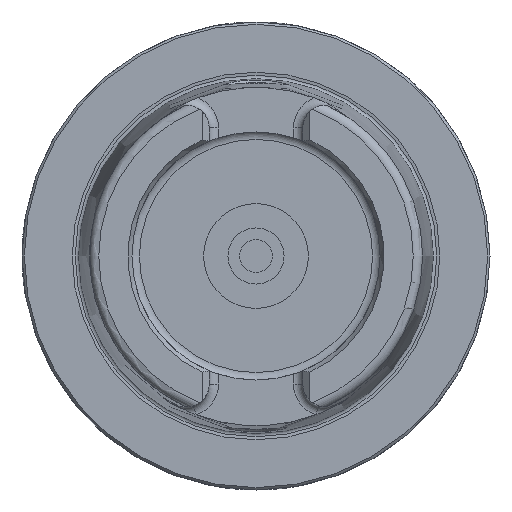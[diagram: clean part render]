
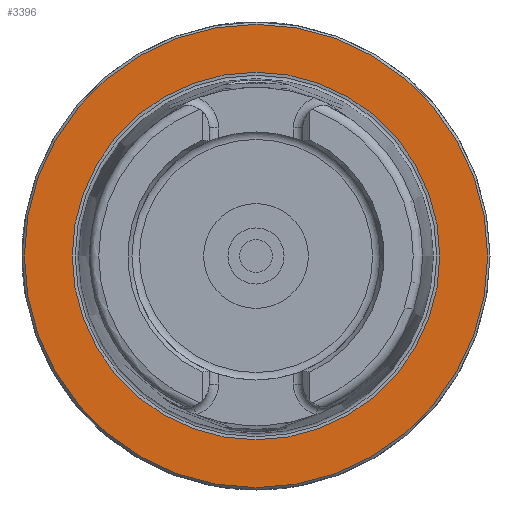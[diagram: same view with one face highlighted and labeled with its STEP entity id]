
A CAD part, left-side view. The second image highlights one B-rep face of the part: STEP entity #3396.
In plain terms, the highlighted planar face has unit normal (-1, 0, 0).
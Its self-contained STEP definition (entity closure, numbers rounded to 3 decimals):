
#640=FACE_BOUND('',#1017,.T.);
#685=PLANE('',#3905);
#826=FACE_OUTER_BOUND('',#1016,.T.);
#1016=EDGE_LOOP('',(#2918));
#1017=EDGE_LOOP('',(#2919));
#1564=CIRCLE('',#3904,39.275);
#1565=CIRCLE('',#3906,49.5);
#1832=VERTEX_POINT('',#6679);
#1833=VERTEX_POINT('',#6683);
#2213=EDGE_CURVE('',#1832,#1832,#1564,.T.);
#2214=EDGE_CURVE('',#1833,#1833,#1565,.T.);
#2918=ORIENTED_EDGE('',*,*,#2214,.F.);
#2919=ORIENTED_EDGE('',*,*,#2213,.T.);
#3396=ADVANCED_FACE('',(#826,#640),#685,.T.);
#3904=AXIS2_PLACEMENT_3D('',#6681,#4677,#4678);
#3905=AXIS2_PLACEMENT_3D('',#6682,#4679,#4680);
#3906=AXIS2_PLACEMENT_3D('',#6684,#4681,#4682);
#4677=DIRECTION('center_axis',(1.,0.,0.));
#4678=DIRECTION('ref_axis',(0.,0.,-1.));
#4679=DIRECTION('center_axis',(-1.,0.,0.));
#4680=DIRECTION('ref_axis',(0.,0.,1.));
#4681=DIRECTION('center_axis',(1.,0.,0.));
#4682=DIRECTION('ref_axis',(0.,0.,-1.));
#6679=CARTESIAN_POINT('',(0.,-39.275,0.));
#6681=CARTESIAN_POINT('Origin',(0.,0.,0.));
#6682=CARTESIAN_POINT('Origin',(0.,49.5,0.));
#6683=CARTESIAN_POINT('',(0.,-49.5,0.));
#6684=CARTESIAN_POINT('Origin',(0.,0.,0.));
